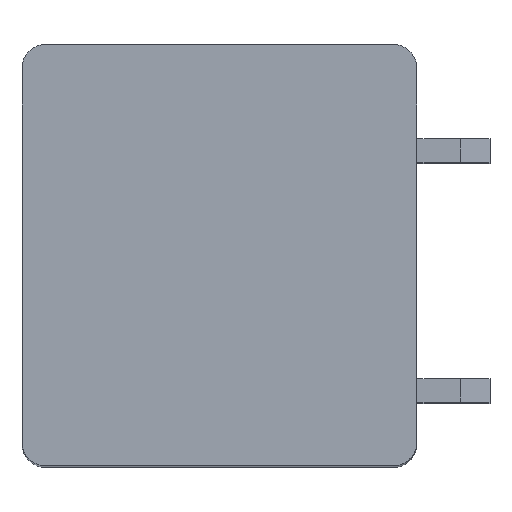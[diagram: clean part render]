
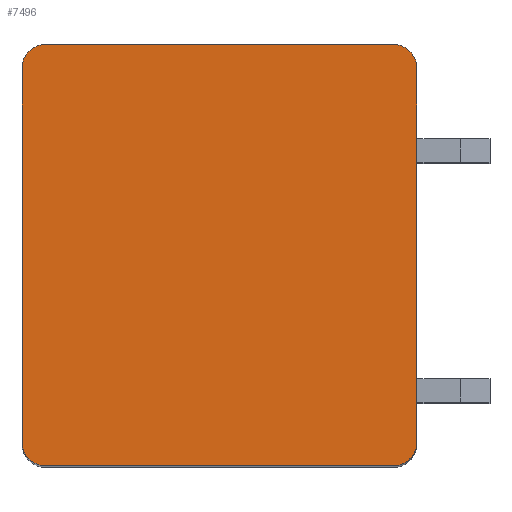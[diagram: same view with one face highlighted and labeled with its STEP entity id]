
A CAD part, top view. The second image highlights one B-rep face of the part: STEP entity #7496.
In plain terms, the highlighted planar face has unit normal (0, 0, 1).
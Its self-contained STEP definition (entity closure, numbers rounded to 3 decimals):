
#837=CARTESIAN_POINT('',(-5.95,6.4,1.75));
#838=DIRECTION('',(0.,0.,1.));
#839=DIRECTION('',(0.,1.,0.));
#840=AXIS2_PLACEMENT_3D('',#837,#838,#839);
#842=DIRECTION('',(-1.,0.,0.));
#843=VECTOR('',#842,11.9);
#844=CARTESIAN_POINT('',(5.95,7.2,1.75));
#845=LINE('',#844,#843);
#846=CARTESIAN_POINT('',(5.95,6.4,1.75));
#847=DIRECTION('',(0.,0.,1.));
#848=DIRECTION('',(1.,0.,0.));
#849=AXIS2_PLACEMENT_3D('',#846,#847,#848);
#851=DIRECTION('',(0.,1.,0.));
#852=VECTOR('',#851,12.8);
#853=CARTESIAN_POINT('',(6.75,-6.4,1.75));
#854=LINE('',#853,#852);
#855=CARTESIAN_POINT('',(5.95,-6.4,1.75));
#856=DIRECTION('',(0.,0.,1.));
#857=DIRECTION('',(0.,-1.,0.));
#858=AXIS2_PLACEMENT_3D('',#855,#856,#857);
#860=DIRECTION('',(1.,0.,0.));
#861=VECTOR('',#860,11.9);
#862=CARTESIAN_POINT('',(-5.95,-7.2,1.75));
#863=LINE('',#862,#861);
#864=CARTESIAN_POINT('',(-5.95,-6.4,1.75));
#865=DIRECTION('',(0.,0.,1.));
#866=DIRECTION('',(-1.,0.,0.));
#867=AXIS2_PLACEMENT_3D('',#864,#865,#866);
#869=DIRECTION('',(0.,-1.,0.));
#870=VECTOR('',#869,12.8);
#871=CARTESIAN_POINT('',(-6.75,6.4,1.75));
#872=LINE('',#871,#870);
#5597=CARTESIAN_POINT('',(-5.95,7.2,1.75));
#5598=VERTEX_POINT('',#5597);
#5599=CARTESIAN_POINT('',(-6.75,6.4,1.75));
#5600=VERTEX_POINT('',#5599);
#5605=CARTESIAN_POINT('',(6.75,6.4,1.75));
#5606=VERTEX_POINT('',#5605);
#5607=CARTESIAN_POINT('',(5.95,7.2,1.75));
#5608=VERTEX_POINT('',#5607);
#5613=CARTESIAN_POINT('',(-6.75,-6.4,1.75));
#5614=VERTEX_POINT('',#5613);
#5615=CARTESIAN_POINT('',(-5.95,-7.2,1.75));
#5616=VERTEX_POINT('',#5615);
#5621=CARTESIAN_POINT('',(5.95,-7.2,1.75));
#5622=VERTEX_POINT('',#5621);
#5623=CARTESIAN_POINT('',(6.75,-6.4,1.75));
#5624=VERTEX_POINT('',#5623);
#7481=CARTESIAN_POINT('',(0.,0.,1.75));
#7482=DIRECTION('',(0.,0.,1.));
#7483=DIRECTION('',(1.,0.,0.));
#7484=AXIS2_PLACEMENT_3D('',#7481,#7482,#7483);
#7485=PLANE('',#7484);
#7486=ORIENTED_EDGE('',*,*,#6945,.F.);
#7487=ORIENTED_EDGE('',*,*,#6961,.F.);
#7488=ORIENTED_EDGE('',*,*,#7226,.F.);
#7489=ORIENTED_EDGE('',*,*,#7241,.F.);
#7490=ORIENTED_EDGE('',*,*,#7434,.F.);
#7491=ORIENTED_EDGE('',*,*,#7447,.F.);
#7492=ORIENTED_EDGE('',*,*,#7462,.F.);
#7493=ORIENTED_EDGE('',*,*,#7474,.F.);
#7494=EDGE_LOOP('',(#7486,#7487,#7488,#7489,#7490,#7491,#7492,#7493));
#7495=FACE_OUTER_BOUND('',#7494,.F.);
#841=CIRCLE('',#840,0.8);
#850=CIRCLE('',#849,0.8);
#859=CIRCLE('',#858,0.8);
#868=CIRCLE('',#867,0.8);
#6945=EDGE_CURVE('',#5598,#5600,#841,.T.);
#6961=EDGE_CURVE('',#5608,#5598,#845,.T.);
#7226=EDGE_CURVE('',#5606,#5608,#850,.T.);
#7241=EDGE_CURVE('',#5624,#5606,#854,.T.);
#7434=EDGE_CURVE('',#5622,#5624,#859,.T.);
#7447=EDGE_CURVE('',#5616,#5622,#863,.T.);
#7462=EDGE_CURVE('',#5614,#5616,#868,.T.);
#7474=EDGE_CURVE('',#5600,#5614,#872,.T.);
#7496=ADVANCED_FACE('',(#7495),#7485,.T.);
